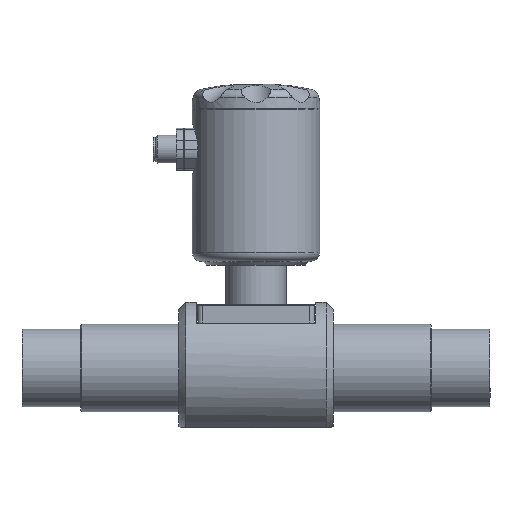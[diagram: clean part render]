
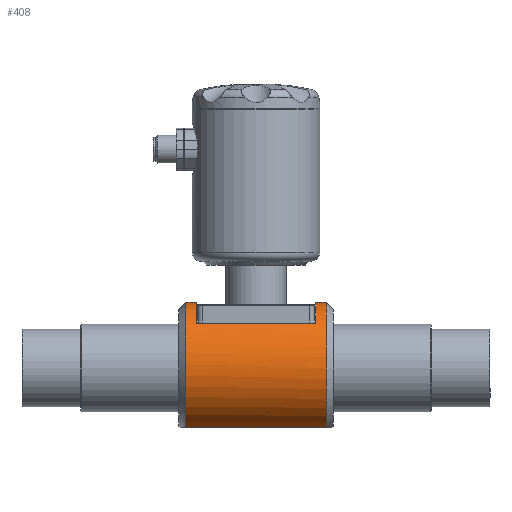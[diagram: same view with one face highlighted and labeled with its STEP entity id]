
A CAD part, left-side view. The second image highlights one B-rep face of the part: STEP entity #408.
In plain terms, the highlighted cylindrical face has radius 28 mm (diameter 56 mm), a partial arc.
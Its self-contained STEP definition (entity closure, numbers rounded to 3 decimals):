
#408 = ADVANCED_FACE( 'NONE', ( #1039, #1040 ), #1041, .T. );
#1039 = FACE_OUTER_BOUND( '', #1956, .T. );
#1040 = FACE_BOUND( '', #1957, .T. );
#1041 = CYLINDRICAL_SURFACE( '', #1958, 28. );
#1956 = EDGE_LOOP( '', ( #3120, #3121, #3122, #3123 ) );
#1957 = EDGE_LOOP( '', ( #3124, #3125, #3126, #3127 ) );
#1958 = AXIS2_PLACEMENT_3D( '', #3128, #3129, #3130 );
#3120 = ORIENTED_EDGE( '', *, *, #5023, .T. );
#3121 = ORIENTED_EDGE( '', *, *, #4789, .T. );
#3122 = ORIENTED_EDGE( '', *, *, #5024, .T. );
#3123 = ORIENTED_EDGE( '', *, *, #4787, .T. );
#3124 = ORIENTED_EDGE( '', *, *, #5025, .T. );
#3125 = ORIENTED_EDGE( '', *, *, #5026, .T. );
#3126 = ORIENTED_EDGE( '', *, *, #5027, .T. );
#3127 = ORIENTED_EDGE( '', *, *, #4778, .T. );
#3128 = CARTESIAN_POINT( '', ( 0., -100., 0. ) );
#3129 = DIRECTION( '', ( 0., -1., 0. ) );
#3130 = DIRECTION( '', ( -1., 0., 0. ) );
#4778 = EDGE_CURVE( 'NONE', #5565, #5566, #5567, .T. );
#4787 = EDGE_CURVE( 'NONE', #5582, #5580, #5583, .T. );
#4789 = EDGE_CURVE( 'NONE', #5579, #5584, #5586, .T. );
#5023 = EDGE_CURVE( 'NONE', #5580, #5579, #5980, .T. );
#5024 = EDGE_CURVE( 'NONE', #5584, #5582, #5981, .T. );
#5025 = EDGE_CURVE( 'NONE', #5566, #5982, #5983, .T. );
#5026 = EDGE_CURVE( 'NONE', #5982, #5984, #5985, .T. );
#5027 = EDGE_CURVE( 'NONE', #5984, #5565, #5986, .T. );
#5565 = VERTEX_POINT( 'NONE', #6691 );
#5566 = VERTEX_POINT( 'NONE', #6692 );
#5567 = CIRCLE( '', #6693, 28. );
#5579 = VERTEX_POINT( 'NONE', #6708 );
#5580 = VERTEX_POINT( 'NONE', #6709 );
#5582 = VERTEX_POINT( 'NONE', #6732 );
#5583 = LINE( '', #6733, #6734 );
#5584 = VERTEX_POINT( 'NONE', #6735 );
#5586 = LINE( '', #6758, #6759 );
#5980 = CIRCLE( '', #7671, 28. );
#5981 = CIRCLE( '', #7672, 28. );
#5982 = VERTEX_POINT( 'NONE', #7673 );
#5983 = LINE( '', #7674, #7675 );
#5984 = VERTEX_POINT( 'NONE', #7676 );
#5985 = CIRCLE( '', #7677, 28. );
#5986 = LINE( '', #7678, #7679 );
#6691 = CARTESIAN_POINT( '', ( -20.567, 25.5, 19. ) );
#6692 = CARTESIAN_POINT( '', ( 20.567, 25.5, 19. ) );
#6693 = AXIS2_PLACEMENT_3D( '', #8924, #8925, #8926 );
#6708 = CARTESIAN_POINT( '', ( 11.565, -30., -25.5 ) );
#6709 = CARTESIAN_POINT( '', ( -11.565, -30., -25.5 ) );
#6732 = CARTESIAN_POINT( '', ( -11.565, 30., -25.5 ) );
#6733 = CARTESIAN_POINT( '', ( -11.565, -100., -25.5 ) );
#6734 = VECTOR( '', #8936, 1000. );
#6735 = CARTESIAN_POINT( '', ( 11.565, 30., -25.5 ) );
#6758 = CARTESIAN_POINT( '', ( 11.565, -100., -25.5 ) );
#6759 = VECTOR( '', #8937, 1000. );
#7671 = AXIS2_PLACEMENT_3D( '', #9260, #9261, #9262 );
#7672 = AXIS2_PLACEMENT_3D( '', #9263, #9264, #9265 );
#7673 = CARTESIAN_POINT( '', ( 20.567, -25.5, 19. ) );
#7674 = CARTESIAN_POINT( '', ( 20.567, -100., 19. ) );
#7675 = VECTOR( '', #9266, 1000. );
#7676 = CARTESIAN_POINT( '', ( -20.567, -25.5, 19. ) );
#7677 = AXIS2_PLACEMENT_3D( '', #9267, #9268, #9269 );
#7678 = CARTESIAN_POINT( '', ( -20.567, -100., 19. ) );
#7679 = VECTOR( '', #9270, 1000. );
#8924 = CARTESIAN_POINT( '', ( 0., 25.5, 0. ) );
#8925 = DIRECTION( '', ( 0., 1., 0. ) );
#8926 = DIRECTION( '', ( -1., 0., 0. ) );
#8936 = DIRECTION( '', ( 0., -1., 0. ) );
#8937 = DIRECTION( '', ( 0., 1., 0. ) );
#9260 = CARTESIAN_POINT( '', ( 0., -30., 0. ) );
#9261 = DIRECTION( '', ( 0., 1., 0. ) );
#9262 = DIRECTION( '', ( -1., 0., 0. ) );
#9263 = CARTESIAN_POINT( '', ( 0., 30., 0. ) );
#9264 = DIRECTION( '', ( 0., -1., 0. ) );
#9265 = DIRECTION( '', ( 1., 0., 0. ) );
#9266 = DIRECTION( '', ( 0., -1., 0. ) );
#9267 = CARTESIAN_POINT( '', ( 0., -25.5, 0. ) );
#9268 = DIRECTION( '', ( 0., -1., 0. ) );
#9269 = DIRECTION( '', ( 1., 0., 0. ) );
#9270 = DIRECTION( '', ( 0., 1., 0. ) );
